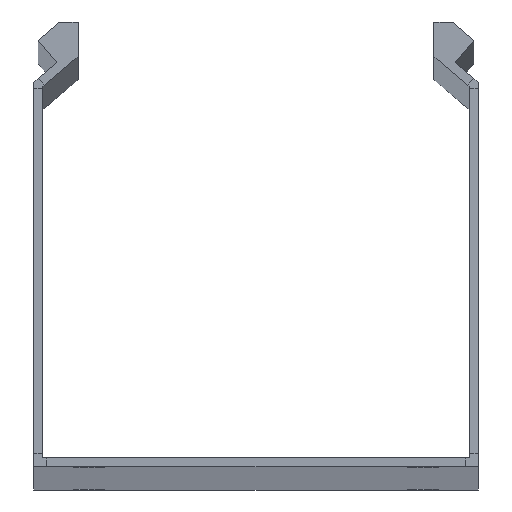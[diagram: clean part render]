
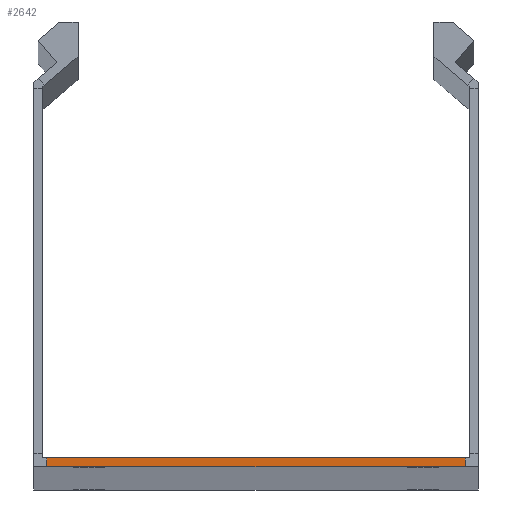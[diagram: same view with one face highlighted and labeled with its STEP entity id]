
A CAD part, top view. The second image highlights one B-rep face of the part: STEP entity #2642.
In plain terms, the highlighted planar face has unit normal (0, 0, 1).
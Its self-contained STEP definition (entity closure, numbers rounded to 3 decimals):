
#213 = EDGE_CURVE ( 'NONE', #3011, #4801, #1917, .T. ) ;
#347 = FACE_OUTER_BOUND ( 'NONE', #4008, .T. ) ;
#651 = VECTOR ( 'NONE', #2965, 1000. ) ;
#678 = DIRECTION ( 'NONE',  ( 1., 0., 0. ) ) ;
#703 = LINE ( 'NONE', #3629, #2307 ) ;
#814 = VECTOR ( 'NONE', #1891, 1000. ) ;
#828 = VERTEX_POINT ( 'NONE', #2705 ) ;
#1192 = VECTOR ( 'NONE', #3073, 1000. ) ;
#1569 = ORIENTED_EDGE ( 'NONE', *, *, #5347, .F. ) ;
#1658 = CARTESIAN_POINT ( 'NONE',  ( 48., 3., 1500. ) ) ;
#1761 = CARTESIAN_POINT ( 'NONE',  ( -47., 0., 1500. ) ) ;
#1847 = ORIENTED_EDGE ( 'NONE', *, *, #2108, .T. ) ;
#1891 = DIRECTION ( 'NONE',  ( -1., 0., 0. ) ) ;
#1917 = LINE ( 'NONE', #5439, #1192 ) ;
#2108 = EDGE_CURVE ( 'NONE', #4874, #3011, #4826, .T. ) ;
#2307 = VECTOR ( 'NONE', #5483, 1000. ) ;
#2355 = ORIENTED_EDGE ( 'NONE', *, *, #213, .T. ) ;
#2642 = ADVANCED_FACE ( 'NONE', ( #347 ), #5257, .T. ) ;
#2705 = CARTESIAN_POINT ( 'NONE',  ( 47., 0., 1500. ) ) ;
#2965 = DIRECTION ( 'NONE',  ( -1., 0., 0. ) ) ;
#3011 = VERTEX_POINT ( 'NONE', #4700 ) ;
#3073 = DIRECTION ( 'NONE',  ( 0., -1., 0. ) ) ;
#3438 = EDGE_CURVE ( 'NONE', #828, #4874, #703, .T. ) ;
#3629 = CARTESIAN_POINT ( 'NONE',  ( 47., 0., 1500. ) ) ;
#3659 = CARTESIAN_POINT ( 'NONE',  ( -50., 0., 1500. ) ) ;
#4008 = EDGE_LOOP ( 'NONE', ( #1569, #4723, #1847, #2355 ) ) ;
#4390 = CARTESIAN_POINT ( 'NONE',  ( -50., 2., 1500. ) ) ;
#4700 = CARTESIAN_POINT ( 'NONE',  ( -47., 2., 1500. ) ) ;
#4723 = ORIENTED_EDGE ( 'NONE', *, *, #3438, .T. ) ;
#4773 = LINE ( 'NONE', #3659, #814 ) ;
#4801 = VERTEX_POINT ( 'NONE', #1761 ) ;
#4826 = LINE ( 'NONE', #4390, #651 ) ;
#4874 = VERTEX_POINT ( 'NONE', #5411 ) ;
#5257 = PLANE ( 'NONE',  #5560 ) ;
#5347 = EDGE_CURVE ( 'NONE', #828, #4801, #4773, .T. ) ;
#5411 = CARTESIAN_POINT ( 'NONE',  ( 47., 2., 1500. ) ) ;
#5439 = CARTESIAN_POINT ( 'NONE',  ( -47., 2., 1500. ) ) ;
#5483 = DIRECTION ( 'NONE',  ( 0., 1., 0. ) ) ;
#5560 = AXIS2_PLACEMENT_3D ( 'NONE', #1658, #5740, #678 ) ;
#5740 = DIRECTION ( 'NONE',  ( 0., 0., 1. ) ) ;
